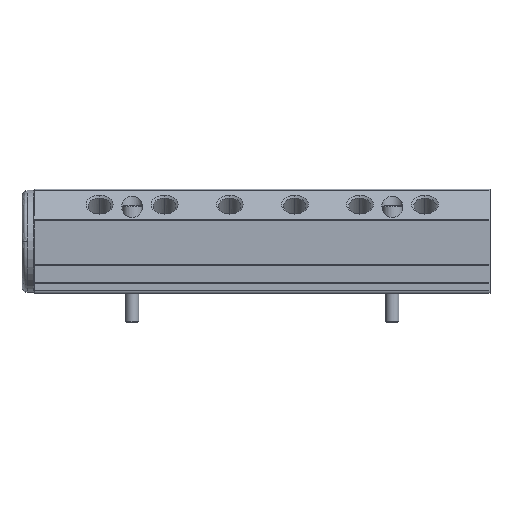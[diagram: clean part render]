
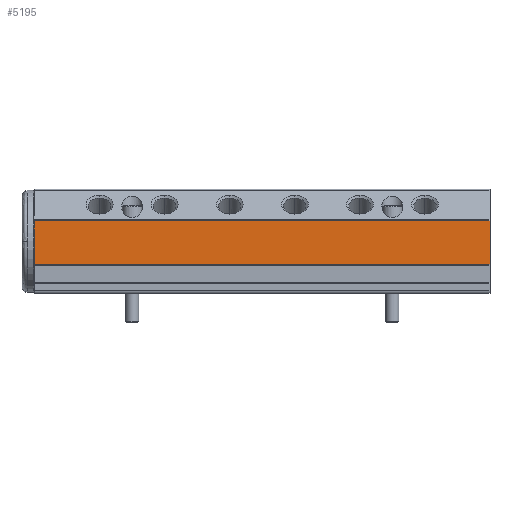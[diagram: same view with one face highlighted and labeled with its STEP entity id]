
A CAD part, front view. The second image highlights one B-rep face of the part: STEP entity #5195.
In plain terms, the highlighted planar face has unit normal (0, -1, 0).
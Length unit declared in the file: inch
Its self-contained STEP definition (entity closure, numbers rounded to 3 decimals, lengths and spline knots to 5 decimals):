
#433 = CARTESIAN_POINT ( 'NONE',  ( 0., -0.99983, -0.40147 ) ) ;
#436 = ORIENTED_EDGE ( 'NONE', *, *, #8177, .T. ) ;
#630 = DIRECTION ( 'NONE',  ( 0., 0., -1. ) ) ;
#725 = CARTESIAN_POINT ( 'NONE',  ( 0., -0.99983, 0.39343 ) ) ;
#753 = FACE_OUTER_BOUND ( 'NONE', #3069, .T. ) ;
#803 = LINE ( 'NONE', #5818, #7700 ) ;
#927 = DIRECTION ( 'NONE',  ( 0., 0., -1. ) ) ;
#1036 = DIRECTION ( 'NONE',  ( -1., 0., 0. ) ) ;
#1384 = DIRECTION ( 'NONE',  ( 0., -1., 0. ) ) ;
#1608 = VECTOR ( 'NONE', #2790, 39.37008 ) ;
#2790 = DIRECTION ( 'NONE',  ( 0., 0., 1. ) ) ;
#2793 = VECTOR ( 'NONE', #927, 39.37008 ) ;
#2908 = LINE ( 'NONE', #3610, #5580 ) ;
#3069 = EDGE_LOOP ( 'NONE', ( #5698, #436, #4747, #6748 ) ) ;
#3442 = CARTESIAN_POINT ( 'NONE',  ( 0., -0.99983, -0.43992 ) ) ;
#3580 = AXIS2_PLACEMENT_3D ( 'NONE', #7061, #1384, #630 ) ;
#3610 = CARTESIAN_POINT ( 'NONE',  ( -3.125, -0.99983, 0.39343 ) ) ;
#4160 = LINE ( 'NONE', #433, #2793 ) ;
#4195 = VERTEX_POINT ( 'NONE', #725 ) ;
#4747 = ORIENTED_EDGE ( 'NONE', *, *, #7244, .F. ) ;
#5195 = ADVANCED_FACE ( 'NONE', ( #753 ), #5766, .T. ) ;
#5547 = VERTEX_POINT ( 'NONE', #3442 ) ;
#5580 = VECTOR ( 'NONE', #1036, 39.37008 ) ;
#5698 = ORIENTED_EDGE ( 'NONE', *, *, #7534, .F. ) ;
#5766 = PLANE ( 'NONE',  #3580 ) ;
#5818 = CARTESIAN_POINT ( 'NONE',  ( -3.125, -0.99983, -0.43992 ) ) ;
#5863 = DIRECTION ( 'NONE',  ( 1., 0., 0. ) ) ;
#6010 = CARTESIAN_POINT ( 'NONE',  ( -8.75, -0.99983, -0.44992 ) ) ;
#6641 = CARTESIAN_POINT ( 'NONE',  ( -8.75, -0.99983, 0.39343 ) ) ;
#6748 = ORIENTED_EDGE ( 'NONE', *, *, #8128, .T. ) ;
#7061 = CARTESIAN_POINT ( 'NONE',  ( -3.125, -0.99983, 0.39343 ) ) ;
#7183 = LINE ( 'NONE', #6010, #1608 ) ;
#7244 = EDGE_CURVE ( 'NONE', #4195, #5547, #4160, .T. ) ;
#7292 = VERTEX_POINT ( 'NONE', #6641 ) ;
#7534 = EDGE_CURVE ( 'NONE', #8027, #7292, #7183, .T. ) ;
#7700 = VECTOR ( 'NONE', #5863, 39.37008 ) ;
#7913 = CARTESIAN_POINT ( 'NONE',  ( -8.75, -0.99983, -0.43992 ) ) ;
#8027 = VERTEX_POINT ( 'NONE', #7913 ) ;
#8128 = EDGE_CURVE ( 'NONE', #4195, #7292, #2908, .T. ) ;
#8177 = EDGE_CURVE ( 'NONE', #8027, #5547, #803, .T. ) ;
